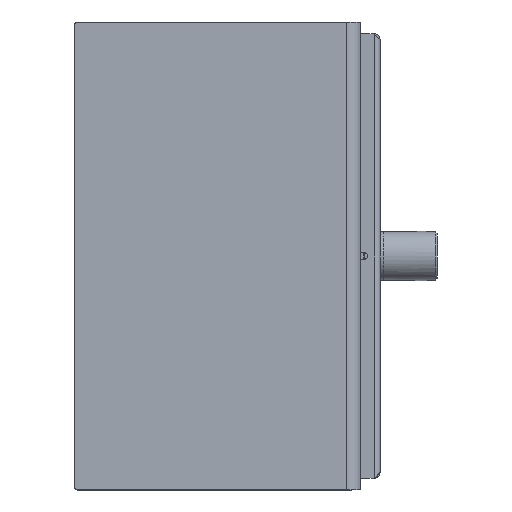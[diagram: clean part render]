
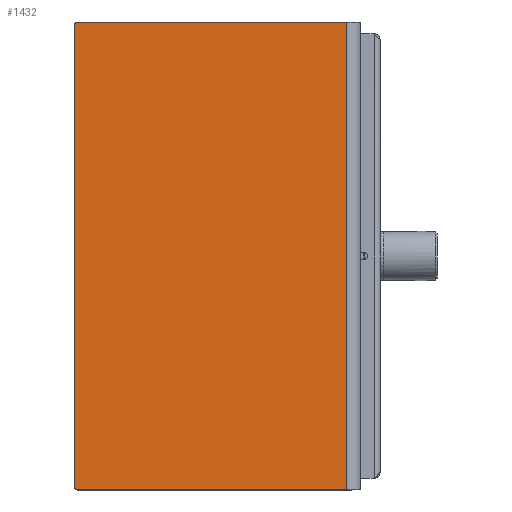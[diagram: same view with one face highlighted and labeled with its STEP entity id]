
A CAD part, front view. The second image highlights one B-rep face of the part: STEP entity #1432.
In plain terms, the highlighted planar face has unit normal (0, -1, 0).
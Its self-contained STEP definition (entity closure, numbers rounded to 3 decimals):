
#1432=ADVANCED_FACE('',(#2409),#2410,.F.);
#2409=FACE_OUTER_BOUND('',#3651,.T.);
#2410=PLANE('',#3652);
#3651=EDGE_LOOP('',(#5590,#5591,#5592,#5593,#5594,#5595));
#3652=AXIS2_PLACEMENT_3D('',#5596,#5597,#5598);
#5590=ORIENTED_EDGE('',*,*,#6353,.F.);
#5591=ORIENTED_EDGE('',*,*,#6337,.T.);
#5592=ORIENTED_EDGE('',*,*,#6362,.F.);
#5593=ORIENTED_EDGE('',*,*,#6350,.F.);
#5594=ORIENTED_EDGE('',*,*,#6356,.T.);
#5595=ORIENTED_EDGE('',*,*,#6342,.T.);
#5596=CARTESIAN_POINT('',(0.0,-30.0,-100.0));
#5597=DIRECTION('',(0.,1.0,0.0));
#5598=DIRECTION('',(-1.0,0.,0.0));
#6337=EDGE_CURVE('',#7397,#7398,#7399,.F.);
#6342=EDGE_CURVE('',#7406,#7407,#7408,.F.);
#6350=EDGE_CURVE('',#7420,#7416,#7422,.F.);
#6353=EDGE_CURVE('',#7397,#7407,#7425,.T.);
#6356=EDGE_CURVE('',#7420,#7406,#7429,.T.);
#6362=EDGE_CURVE('',#7416,#7398,#7438,.T.);
#7397=VERTEX_POINT('',#8932);
#7398=VERTEX_POINT('',#8933);
#7399=CIRCLE('',#8934,1.0);
#7406=VERTEX_POINT('',#8943);
#7407=VERTEX_POINT('',#8944);
#7408=CIRCLE('',#8945,1.0);
#7416=VERTEX_POINT('',#8955);
#7420=VERTEX_POINT('',#8960);
#7422=LINE('',#8962,#8963);
#7425=LINE('',#8967,#8968);
#7429=LINE('',#8973,#8974);
#7438=LINE('',#8986,#8987);
#8932=CARTESIAN_POINT('',(-61.0,-30.0,-99.0));
#8933=CARTESIAN_POINT('',(-60.0,-30.0,-100.0));
#8934=AXIS2_PLACEMENT_3D('',#9822,#9823,#9824);
#8943=CARTESIAN_POINT('',(-60.0,-30.0,100.0));
#8944=CARTESIAN_POINT('',(-61.0,-30.0,99.0));
#8945=AXIS2_PLACEMENT_3D('',#9830,#9831,#9832);
#8955=CARTESIAN_POINT('',(55.0,-30.0,-100.0));
#8960=CARTESIAN_POINT('',(55.0,-30.0,100.0));
#8962=CARTESIAN_POINT('',(55.0,-30.0,-100.0));
#8963=VECTOR('',#9845,1.0);
#8967=CARTESIAN_POINT('',(-61.0,-30.0,-100.0));
#8968=VECTOR('',#9847,1.0);
#8973=CARTESIAN_POINT('',(0.0,-30.0,100.0));
#8974=VECTOR('',#9849,1.0);
#8986=CARTESIAN_POINT('',(0.0,-30.0,-100.0));
#8987=VECTOR('',#9856,1.0);
#9822=CARTESIAN_POINT('',(-60.0,-30.0,-99.0));
#9823=DIRECTION('',(0.,1.0,0.0));
#9824=DIRECTION('',(-1.0,0.,0.0));
#9830=CARTESIAN_POINT('',(-60.0,-30.0,99.0));
#9831=DIRECTION('',(0.,1.0,0.0));
#9832=DIRECTION('',(-1.0,0.,0.0));
#9845=DIRECTION('',(0.0,0.0,1.0));
#9847=DIRECTION('',(0.0,0.0,1.0));
#9849=DIRECTION('',(-1.0,0.,0.0));
#9856=DIRECTION('',(-1.0,0.,0.0));
